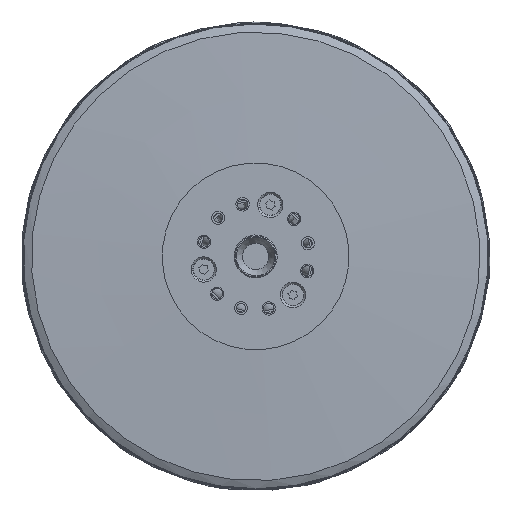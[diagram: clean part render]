
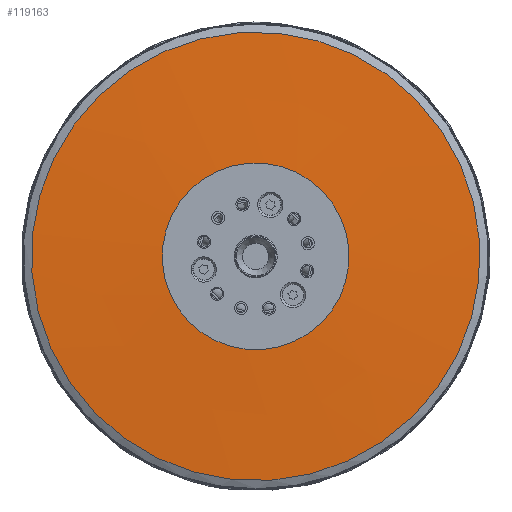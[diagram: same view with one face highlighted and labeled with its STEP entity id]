
A CAD part, left-side view. The second image highlights one B-rep face of the part: STEP entity #119163.
In plain terms, the highlighted conical face has half-angle 87.653 degrees and reference radius 43.5 mm.
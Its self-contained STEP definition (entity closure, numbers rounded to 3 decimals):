
#91048 = CONICAL_SURFACE('',#91049,104.5,1.107);
#91049 = AXIS2_PLACEMENT_3D('',#91050,#91051,#91052);
#91050 = CARTESIAN_POINT('',(-35.5,0.,
    0.));
#91051 = DIRECTION('',(1.,0.,0.));
#91052 = DIRECTION('',(0.,-0.97,0.244)
  );
#99827 = VERTEX_POINT('',#99828);
#99828 = CARTESIAN_POINT('',(-35.5,-101.331,
    25.538));
#99849 = EDGE_CURVE('',#99827,#99827,#99850,.T.);
#99850 = SURFACE_CURVE('',#99851,(#99856,#99863),.PCURVE_S1.);
#99851 = CIRCLE('',#99852,104.5);
#99852 = AXIS2_PLACEMENT_3D('',#99853,#99854,#99855);
#99853 = CARTESIAN_POINT('',(-35.5,0.,
    0.));
#99854 = DIRECTION('',(1.,0.,0.));
#99855 = DIRECTION('',(0.,-0.97,0.244)
  );
#99856 = PCURVE('',#91048,#99857);
#99857 = DEFINITIONAL_REPRESENTATION('',(#99858),#99862);
#99858 = LINE('',#99859,#99860);
#99859 = CARTESIAN_POINT('',(0.,0.));
#99860 = VECTOR('',#99861,1.);
#99861 = DIRECTION('',(1.,0.));
#99862 = ( GEOMETRIC_REPRESENTATION_CONTEXT(2) 
PARAMETRIC_REPRESENTATION_CONTEXT() REPRESENTATION_CONTEXT('2D SPACE',''
  ) );
#99863 = PCURVE('',#99864,#99869);
#99864 = CONICAL_SURFACE('',#99865,43.5,1.53);
#99865 = AXIS2_PLACEMENT_3D('',#99866,#99867,#99868);
#99866 = CARTESIAN_POINT('',(-38.,0.,
    0.));
#99867 = DIRECTION('',(1.,0.,0.));
#99868 = DIRECTION('',(0.,-0.97,0.244)
  );
#99869 = DEFINITIONAL_REPRESENTATION('',(#99870),#99874);
#99870 = LINE('',#99871,#99872);
#99871 = CARTESIAN_POINT('',(0.,2.5));
#99872 = VECTOR('',#99873,1.);
#99873 = DIRECTION('',(1.,0.));
#99874 = ( GEOMETRIC_REPRESENTATION_CONTEXT(2) 
PARAMETRIC_REPRESENTATION_CONTEXT() REPRESENTATION_CONTEXT('2D SPACE',''
  ) );
#119163 = ADVANCED_FACE('',(#119164),#99864,.T.);
#119164 = FACE_BOUND('',#119165,.T.);
#119165 = EDGE_LOOP('',(#119166,#119195,#119216,#119217));
#119166 = ORIENTED_EDGE('',*,*,#119167,.T.);
#119167 = EDGE_CURVE('',#119168,#119168,#119170,.T.);
#119168 = VERTEX_POINT('',#119169);
#119169 = CARTESIAN_POINT('',(-38.,-42.181,
    10.631));
#119170 = SURFACE_CURVE('',#119171,(#119176,#119183),.PCURVE_S1.);
#119171 = CIRCLE('',#119172,43.5);
#119172 = AXIS2_PLACEMENT_3D('',#119173,#119174,#119175);
#119173 = CARTESIAN_POINT('',(-38.,0.,
    0.));
#119174 = DIRECTION('',(1.,0.,0.));
#119175 = DIRECTION('',(0.,-0.97,0.244
    ));
#119176 = PCURVE('',#99864,#119177);
#119177 = DEFINITIONAL_REPRESENTATION('',(#119178),#119182);
#119178 = LINE('',#119179,#119180);
#119179 = CARTESIAN_POINT('',(0.,0.));
#119180 = VECTOR('',#119181,1.);
#119181 = DIRECTION('',(1.,0.));
#119182 = ( GEOMETRIC_REPRESENTATION_CONTEXT(2) 
PARAMETRIC_REPRESENTATION_CONTEXT() REPRESENTATION_CONTEXT('2D SPACE',''
  ) );
#119183 = PCURVE('',#119184,#119189);
#119184 = PLANE('',#119185);
#119185 = AXIS2_PLACEMENT_3D('',#119186,#119187,#119188);
#119186 = CARTESIAN_POINT('',(-38.,0.,
    0.));
#119187 = DIRECTION('',(1.,0.,0.));
#119188 = DIRECTION('',(0.,-0.97,0.244
    ));
#119189 = DEFINITIONAL_REPRESENTATION('',(#119190),#119194);
#119190 = CIRCLE('',#119191,43.5);
#119191 = AXIS2_PLACEMENT_2D('',#119192,#119193);
#119192 = CARTESIAN_POINT('',(0.,0.));
#119193 = DIRECTION('',(1.,-0.));
#119194 = ( GEOMETRIC_REPRESENTATION_CONTEXT(2) 
PARAMETRIC_REPRESENTATION_CONTEXT() REPRESENTATION_CONTEXT('2D SPACE',''
  ) );
#119195 = ORIENTED_EDGE('',*,*,#119196,.T.);
#119196 = EDGE_CURVE('',#119168,#99827,#119197,.T.);
#119197 = SEAM_CURVE('',#119198,(#119202,#119209),.PCURVE_S1.);
#119198 = LINE('',#119199,#119200);
#119199 = CARTESIAN_POINT('',(-38.,-42.181,
    10.631));
#119200 = VECTOR('',#119201,1.);
#119201 = DIRECTION('',(0.041,-0.969,
    0.244));
#119202 = PCURVE('',#99864,#119203);
#119203 = DEFINITIONAL_REPRESENTATION('',(#119204),#119208);
#119204 = LINE('',#119205,#119206);
#119205 = CARTESIAN_POINT('',(0.,0.));
#119206 = VECTOR('',#119207,1.);
#119207 = DIRECTION('',(0.,1.));
#119208 = ( GEOMETRIC_REPRESENTATION_CONTEXT(2) 
PARAMETRIC_REPRESENTATION_CONTEXT() REPRESENTATION_CONTEXT('2D SPACE',''
  ) );
#119209 = PCURVE('',#99864,#119210);
#119210 = DEFINITIONAL_REPRESENTATION('',(#119211),#119215);
#119211 = LINE('',#119212,#119213);
#119212 = CARTESIAN_POINT('',(6.283,0.));
#119213 = VECTOR('',#119214,1.);
#119214 = DIRECTION('',(0.,1.));
#119215 = ( GEOMETRIC_REPRESENTATION_CONTEXT(2) 
PARAMETRIC_REPRESENTATION_CONTEXT() REPRESENTATION_CONTEXT('2D SPACE',''
  ) );
#119216 = ORIENTED_EDGE('',*,*,#99849,.F.);
#119217 = ORIENTED_EDGE('',*,*,#119196,.F.);
